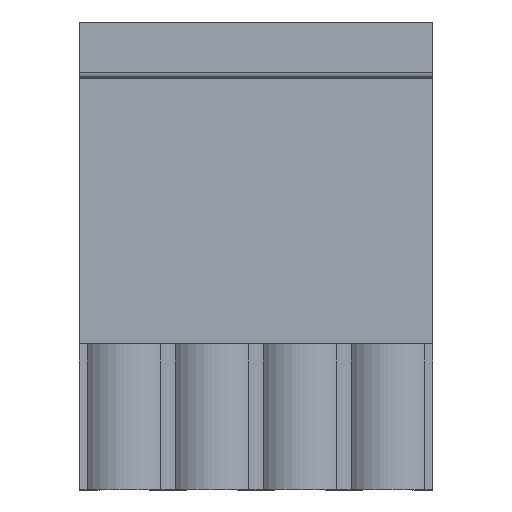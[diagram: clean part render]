
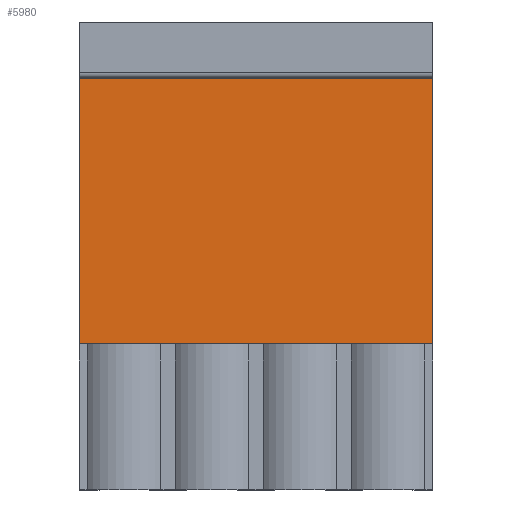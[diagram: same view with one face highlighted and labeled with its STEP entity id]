
A CAD part, top view. The second image highlights one B-rep face of the part: STEP entity #5980.
In plain terms, the highlighted planar face has unit normal (0, 0, 1).
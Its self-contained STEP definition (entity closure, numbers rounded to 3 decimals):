
#118=DIRECTION('',(0.,-1.,0.));
#119=VECTOR('',#118,15.1);
#120=CARTESIAN_POINT('',(0.,9.44,6.96));
#121=LINE('',#120,#119);
#170=DIRECTION('',(1.,0.,0.));
#171=VECTOR('',#170,20.1);
#172=CARTESIAN_POINT('',(0.,-5.66,6.96));
#173=LINE('',#172,#171);
#178=DIRECTION('',(0.,-1.,0.));
#179=VECTOR('',#178,15.1);
#180=CARTESIAN_POINT('',(20.1,9.44,6.96));
#181=LINE('',#180,#179);
#1897=DIRECTION('',(1.,0.,0.));
#1898=VECTOR('',#1897,20.1);
#1899=CARTESIAN_POINT('',(0.,9.44,6.96));
#1900=LINE('',#1899,#1898);
#2923=CARTESIAN_POINT('',(0.,9.44,6.96));
#2924=VERTEX_POINT('',#2923);
#2925=CARTESIAN_POINT('',(0.,-5.66,6.96));
#2926=VERTEX_POINT('',#2925);
#2979=CARTESIAN_POINT('',(20.1,9.44,6.96));
#2980=VERTEX_POINT('',#2979);
#2981=CARTESIAN_POINT('',(20.1,-5.66,6.96));
#2982=VERTEX_POINT('',#2981);
#5969=CARTESIAN_POINT('',(0.,9.44,6.96));
#5970=DIRECTION('',(0.,0.,1.));
#5971=DIRECTION('',(0.,-1.,0.));
#5972=AXIS2_PLACEMENT_3D('',#5969,#5970,#5971);
#5973=PLANE('',#5972);
#5974=ORIENTED_EDGE('',*,*,#3884,.F.);
#5975=ORIENTED_EDGE('',*,*,#5964,.T.);
#5976=ORIENTED_EDGE('',*,*,#3944,.T.);
#5977=ORIENTED_EDGE('',*,*,#3931,.F.);
#5978=EDGE_LOOP('',(#5974,#5975,#5976,#5977));
#5979=FACE_OUTER_BOUND('',#5978,.F.);
#5980=ADVANCED_FACE('',(#5979),#5973,.T.);
#3884=EDGE_CURVE('',#2924,#2926,#121,.T.);
#3931=EDGE_CURVE('',#2926,#2982,#173,.T.);
#3944=EDGE_CURVE('',#2980,#2982,#181,.T.);
#5964=EDGE_CURVE('',#2924,#2980,#1900,.T.);
